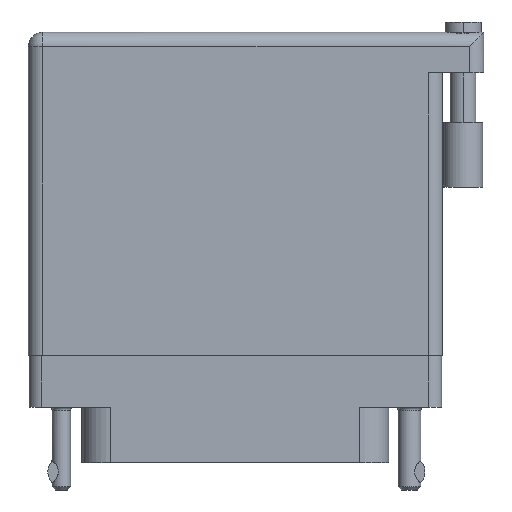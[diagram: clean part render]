
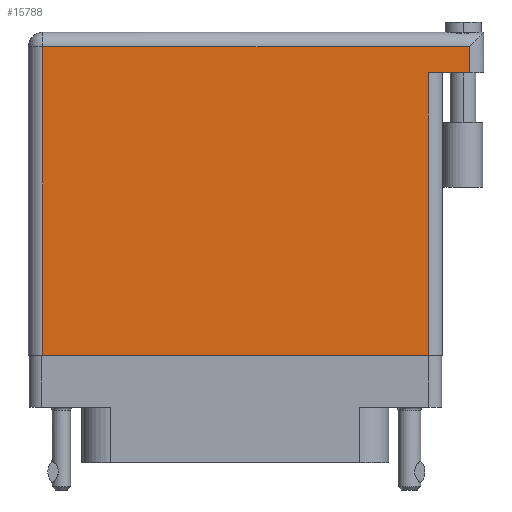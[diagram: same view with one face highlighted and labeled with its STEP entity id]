
A CAD part, front view. The second image highlights one B-rep face of the part: STEP entity #15788.
In plain terms, the highlighted face is planar.
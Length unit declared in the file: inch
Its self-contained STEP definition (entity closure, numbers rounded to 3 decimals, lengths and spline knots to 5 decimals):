
#14 = CARTESIAN_POINT ( 'NONE',  ( -1.004, 1.396, 0.4495 ) ) ;
#370 = ORIENTED_EDGE ( 'NONE', *, *, #22655, .T. ) ;
#390 = CARTESIAN_POINT ( 'NONE',  ( 0.934, 1.269, 0.4495 ) ) ;
#1041 = CARTESIAN_POINT ( 'NONE',  ( -0.934, -0.1, 0.4495 ) ) ;
#1451 = LINE ( 'NONE', #31702, #14143 ) ;
#3109 = DIRECTION ( 'NONE',  ( 0., -1., 0. ) ) ;
#3392 = VECTOR ( 'NONE', #30004, 39.37008 ) ;
#5021 = DIRECTION ( 'NONE',  ( 1., 0., 0. ) ) ;
#6832 = CARTESIAN_POINT ( 'NONE',  ( -0.934, -0.1, 0.4495 ) ) ;
#6948 = LINE ( 'NONE', #29516, #3392 ) ;
#7249 = ORIENTED_EDGE ( 'NONE', *, *, #7281, .T. ) ;
#7281 = EDGE_CURVE ( 'NONE', #19584, #23014, #1451, .T. ) ;
#11275 = EDGE_CURVE ( 'NONE', #20059, #23014, #48617, .T. ) ;
#12216 = EDGE_CURVE ( 'NONE', #43680, #19584, #27357, .T. ) ;
#12349 = DIRECTION ( 'NONE',  ( 0., 1., 0. ) ) ;
#12392 = CARTESIAN_POINT ( 'NONE',  ( -1.004, 1.466, 0.4495 ) ) ;
#14035 = CARTESIAN_POINT ( 'NONE',  ( 1.134, 1.396, 0.4495 ) ) ;
#14143 = VECTOR ( 'NONE', #12349, 39.37008 ) ;
#14644 = CARTESIAN_POINT ( 'NONE',  ( 1.204, 1.269, 0.4495 ) ) ;
#15788 = ADVANCED_FACE ( 'NONE', ( #30511 ), #45631, .F. ) ;
#16483 = VERTEX_POINT ( 'NONE', #14035 ) ;
#17737 = LINE ( 'NONE', #6832, #45412 ) ;
#18963 = ORIENTED_EDGE ( 'NONE', *, *, #35716, .T. ) ;
#19584 = VERTEX_POINT ( 'NONE', #35822 ) ;
#19629 = VECTOR ( 'NONE', #38422, 39.37008 ) ;
#20053 = AXIS2_PLACEMENT_3D ( 'NONE', #12392, #31001, #27288 ) ;
#20059 = VERTEX_POINT ( 'NONE', #31803 ) ;
#22655 = EDGE_CURVE ( 'NONE', #16483, #32361, #23310, .T. ) ;
#23014 = VERTEX_POINT ( 'NONE', #390 ) ;
#23310 = LINE ( 'NONE', #14, #19629 ) ;
#26256 = EDGE_LOOP ( 'NONE', ( #41293, #7249, #27429, #34157, #370, #18963 ) ) ;
#27288 = DIRECTION ( 'NONE',  ( -1., 0., 0. ) ) ;
#27357 = LINE ( 'NONE', #41976, #31859 ) ;
#27429 = ORIENTED_EDGE ( 'NONE', *, *, #11275, .F. ) ;
#29516 = CARTESIAN_POINT ( 'NONE',  ( 1.134, 1.466, 0.4495 ) ) ;
#29777 = DIRECTION ( 'NONE',  ( -1., 0., 0. ) ) ;
#30004 = DIRECTION ( 'NONE',  ( 0., 1., 0. ) ) ;
#30511 = FACE_OUTER_BOUND ( 'NONE', #26256, .T. ) ;
#31001 = DIRECTION ( 'NONE',  ( 0., 0., -1. ) ) ;
#31702 = CARTESIAN_POINT ( 'NONE',  ( 0.934, 1.269, 0.4495 ) ) ;
#31803 = CARTESIAN_POINT ( 'NONE',  ( 1.134, 1.269, 0.4495 ) ) ;
#31859 = VECTOR ( 'NONE', #5021, 39.37008 ) ;
#32361 = VERTEX_POINT ( 'NONE', #34478 ) ;
#33086 = VECTOR ( 'NONE', #29777, 39.37008 ) ;
#34157 = ORIENTED_EDGE ( 'NONE', *, *, #35482, .T. ) ;
#34478 = CARTESIAN_POINT ( 'NONE',  ( -0.934, 1.396, 0.4495 ) ) ;
#35482 = EDGE_CURVE ( 'NONE', #20059, #16483, #6948, .T. ) ;
#35716 = EDGE_CURVE ( 'NONE', #32361, #43680, #17737, .T. ) ;
#35822 = CARTESIAN_POINT ( 'NONE',  ( 0.934, -0.1, 0.4495 ) ) ;
#38422 = DIRECTION ( 'NONE',  ( -1., 0., 0. ) ) ;
#41293 = ORIENTED_EDGE ( 'NONE', *, *, #12216, .T. ) ;
#41976 = CARTESIAN_POINT ( 'NONE',  ( -1.004, -0.1, 0.4495 ) ) ;
#43680 = VERTEX_POINT ( 'NONE', #1041 ) ;
#45412 = VECTOR ( 'NONE', #3109, 39.37008 ) ;
#45631 = PLANE ( 'NONE',  #20053 ) ;
#48617 = LINE ( 'NONE', #14644, #33086 ) ;
